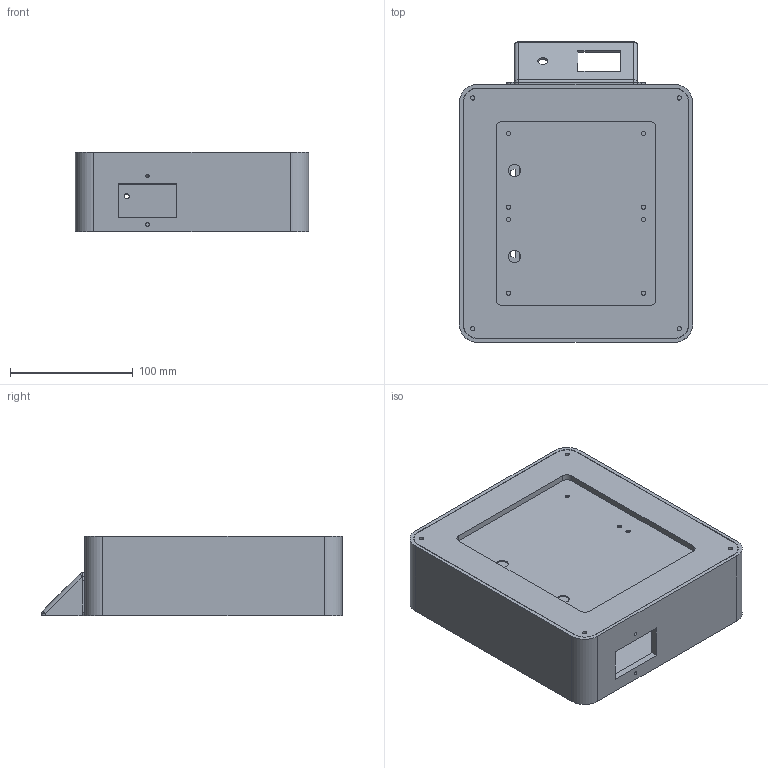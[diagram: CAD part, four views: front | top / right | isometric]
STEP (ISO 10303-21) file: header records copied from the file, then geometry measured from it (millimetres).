
FILE_DESCRIPTION(/* description */ (''),/* implementation_level */ '2;1');
FILE_NAME(/* name */ 'Solder Reflow Hot Plate Enclosure Assembly.step',/* time_stamp */ '2023-03-09T00:24:42-07:00',/* author */ (''),/* organization */ (''),/* preprocessor_version */ 'ST-DEVELOPER v19.2',/* originating_system */ 'Autodesk Translation Framework v11.17.0.187',/* authorisation */ '');
FILE_SCHEMA (('AUTOMOTIVE_DESIGN { 1 0 10303 214 3 1 1 }'));
Length unit declared in the file: millimetre
Products named in the file (6): Solder Reflow Hot Plate Enclosure Assembly; Solder Reflow Hot Plate Base; Top Cover Plate; Top Cover Plate_1; Hot Plate Mounting Plate; Hot Plate Mounting Plate_1
Assembly tree (5 placements, depth 3):
  Solder Reflow Hot Plate Enclosure Assembly
    Solder Reflow Hot Plate Base
    Top Cover Plate
      Top Cover Plate_1
    Hot Plate Mounting Plate
      Hot Plate Mounting Plate_1
Bounding box: 190 x 245 x 65 mm (x, y, z)
Volume: 483808.1 mm3; surface area: 317795.5 mm2
Topology: 5 solids, 5 shells, 329 faces, 876 edges, 564 vertices
Faces by surface type: plane 181, cylinder 132, cone 8, sphere 8
Full cylindrical faces by diameter (mm): 2.8 x2, 3.5 x20, 3.8 x8, 4.1 x24, 8 x1, 10 x4, 20 x1
Entity records: 10637 total; most frequent: DIRECTION 1832, CARTESIAN_POINT 1780, ORIENTED_EDGE 1752, EDGE_CURVE 876, AXIS2_PLACEMENT_3D 616, LINE 600, VECTOR 600, VERTEX_POINT 564
